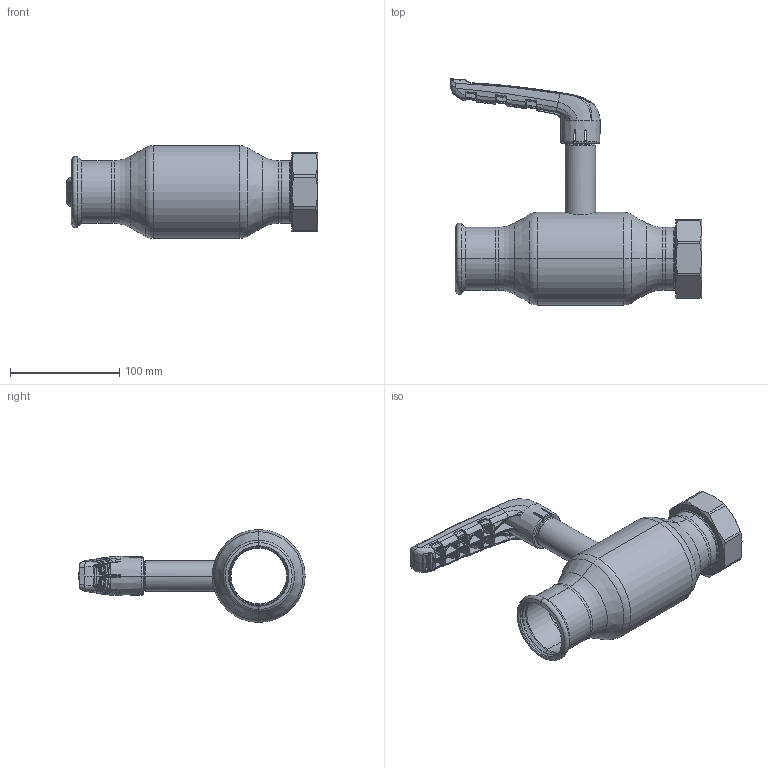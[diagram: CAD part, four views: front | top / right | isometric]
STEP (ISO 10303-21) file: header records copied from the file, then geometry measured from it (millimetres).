
FILE_DESCRIPTION (( 'STEP AP214' ), '1' );
FILE_NAME ('XPR21401 DN50 G2 14 x 54.step', '2018-09-27T09:29:06', ( '' ), ( '' ), 'SwSTEP 2.0', 'SolidWorks 2017', '' );
FILE_SCHEMA (( 'AUTOMOTIVE_DESIGN' ));
Length unit declared in the file: millimetre
Products named in the file (1): XPR21401 DN50 G2 14 x 54
Bounding box: 230.65 x 207.31 x 85 mm (x, y, z)
Surface area: 108958.6 mm2 (no closed solid volume)
Topology: 0 solids, 17 shells, 781 faces, 2633 edges, 1741 vertices
Faces by surface type: bspline 612, plane 52, cylinder 46, cone 38, torus 27, sphere 6
Entity records: 59175 total; most frequent: CARTESIAN_POINT 33951, ORIENTED_EDGE 4096, EDGE_CURVE 2625, B_SPLINE_CURVE_WITH_KNOTS 1811, DIRECTION 1782, VERTEX_POINT 1741, AXIS2_PLACEMENT_3D 800, EDGE_LOOP 792
